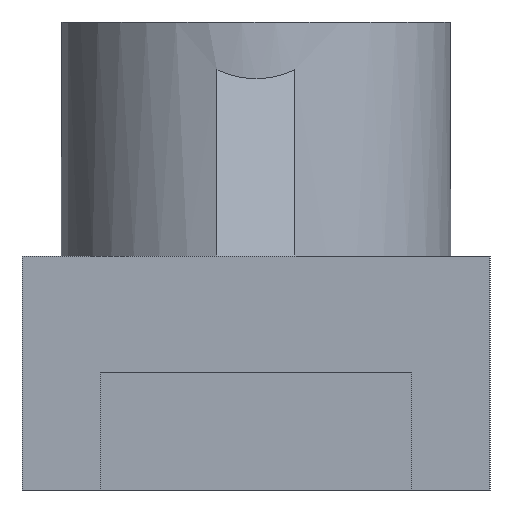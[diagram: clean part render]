
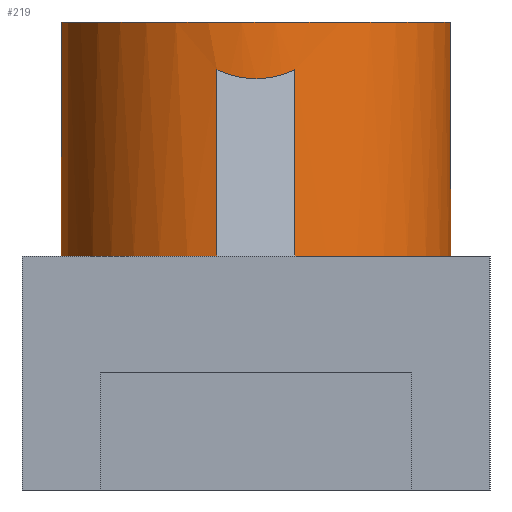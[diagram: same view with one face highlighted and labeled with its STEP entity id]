
A CAD part, left-side view. The second image highlights one B-rep face of the part: STEP entity #219.
In plain terms, the highlighted cylindrical face has radius 25 mm (diameter 50 mm), a full revolution.
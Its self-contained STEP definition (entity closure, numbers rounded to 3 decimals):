
#219=ADVANCED_FACE('',(#403,#405),#407,.T.);
#403=FACE_BOUND('',#404,.T.);
#404=EDGE_LOOP('',(#539,#540,#541,#542,#543,#544,#545,#546,#547,#548));
#405=FACE_OUTER_BOUND('',#406,.T.);
#406=EDGE_LOOP('',(#549));
#407=CYLINDRICAL_SURFACE('',#408,25.);
#408=AXIS2_PLACEMENT_3D('',#409,#410,#411);
#409=CARTESIAN_POINT('',(0.,0.,0.));
#410=DIRECTION('',(0.,0.,1.));
#411=DIRECTION('',(-1.,0.,0.));
#539=ORIENTED_EDGE('',*,*,#619,.F.);
#540=ORIENTED_EDGE('',*,*,#611,.T.);
#541=ORIENTED_EDGE('',*,*,#610,.T.);
#542=ORIENTED_EDGE('',*,*,#620,.F.);
#543=ORIENTED_EDGE('',*,*,#605,.F.);
#544=ORIENTED_EDGE('',*,*,#604,.F.);
#545=ORIENTED_EDGE('',*,*,#621,.F.);
#546=ORIENTED_EDGE('',*,*,#613,.T.);
#547=ORIENTED_EDGE('',*,*,#622,.F.);
#548=ORIENTED_EDGE('',*,*,#615,.F.);
#549=ORIENTED_EDGE('',*,*,#618,.F.);
#604=EDGE_CURVE('',#695,#696,#697,.F.);
#605=EDGE_CURVE('',#696,#698,#699,.F.);
#610=EDGE_CURVE('',#706,#704,#707,.T.);
#611=EDGE_CURVE('',#702,#706,#708,.T.);
#613=EDGE_CURVE('',#711,#709,#712,.T.);
#615=EDGE_CURVE('',#714,#715,#716,.F.);
#618=EDGE_CURVE('',#719,#719,#720,.T.);
#619=EDGE_CURVE('',#702,#714,#721,.T.);
#620=EDGE_CURVE('',#698,#704,#722,.F.);
#621=EDGE_CURVE('',#711,#695,#723,.T.);
#622=EDGE_CURVE('',#715,#709,#724,.F.);
#695=VERTEX_POINT('',#883);
#696=VERTEX_POINT('',#884);
#697=(BOUNDED_CURVE()B_SPLINE_CURVE(3,
(#885,#886,#887,#888),
.UNSPECIFIED.,.F.,.F.)B_SPLINE_CURVE_WITH_KNOTS((4,4),
(0.,1.),
.UNSPECIFIED.)CURVE()GEOMETRIC_REPRESENTATION_ITEM()RATIONAL_B_SPLINE_CURVE((1.,
0.997,0.997,1.))REPRESENTATION_ITEM(''));
#698=VERTEX_POINT('',#889);
#699=(BOUNDED_CURVE()B_SPLINE_CURVE(3,
(#890,#891,#892,#893),
.UNSPECIFIED.,.F.,.F.)B_SPLINE_CURVE_WITH_KNOTS((4,4),
(0.,1.),
.UNSPECIFIED.)CURVE()GEOMETRIC_REPRESENTATION_ITEM()RATIONAL_B_SPLINE_CURVE((1.,
0.997,0.997,1.))REPRESENTATION_ITEM(''));
#702=VERTEX_POINT('',#900);
#704=VERTEX_POINT('',#904);
#706=VERTEX_POINT('',#908);
#707=CIRCLE('',#909,25.);
#708=CIRCLE('',#913,25.);
#709=VERTEX_POINT('',#917);
#711=VERTEX_POINT('',#921);
#712=CIRCLE('',#922,25.);
#714=VERTEX_POINT('',#929);
#715=VERTEX_POINT('',#930);
#716=(BOUNDED_CURVE()B_SPLINE_CURVE(3,
(#931,#932,#933,#934),
.UNSPECIFIED.,.F.,.F.)B_SPLINE_CURVE_WITH_KNOTS((4,4),
(0.,1.),
.UNSPECIFIED.)CURVE()GEOMETRIC_REPRESENTATION_ITEM()RATIONAL_B_SPLINE_CURVE((1.,
0.987,0.987,1.))REPRESENTATION_ITEM(''));
#719=VERTEX_POINT('',#941);
#720=CIRCLE('',#942,25.);
#721=LINE('',#946,#947);
#722=LINE('',#949,#950);
#723=LINE('',#952,#953);
#724=LINE('',#955,#956);
#883=CARTESIAN_POINT('',(-24.495,-5.,53.875));
#884=CARTESIAN_POINT('',(-25.,0.,52.727));
#885=CARTESIAN_POINT('',(-25.,0.,52.727));
#886=CARTESIAN_POINT('',(-25.,-1.681,52.727));
#887=CARTESIAN_POINT('',(-24.831,-3.353,53.111));
#888=CARTESIAN_POINT('',(-24.495,-5.,53.875));
#889=CARTESIAN_POINT('',(-24.495,5.,53.875));
#890=CARTESIAN_POINT('',(-24.495,5.,53.875));
#891=CARTESIAN_POINT('',(-24.831,3.353,53.111));
#892=CARTESIAN_POINT('',(-25.,1.681,52.727));
#893=CARTESIAN_POINT('',(-25.,0.,52.727));
#900=CARTESIAN_POINT('',(24.495,5.,30.));
#904=CARTESIAN_POINT('',(-24.495,5.,30.));
#908=CARTESIAN_POINT('',(-2.513,24.873,30.));
#909=AXIS2_PLACEMENT_3D('',#910,#911,#912);
#910=CARTESIAN_POINT('',(0.,0.,30.));
#911=DIRECTION('',(0.,0.,1.));
#912=DIRECTION('',(-0.101,0.995,0.));
#913=AXIS2_PLACEMENT_3D('',#914,#915,#916);
#914=CARTESIAN_POINT('',(0.,0.,30.));
#915=DIRECTION('',(0.,0.,1.));
#916=DIRECTION('',(0.98,0.2,0.));
#917=CARTESIAN_POINT('',(24.495,-5.,30.));
#921=CARTESIAN_POINT('',(-24.495,-5.,30.));
#922=AXIS2_PLACEMENT_3D('',#923,#924,#925);
#923=CARTESIAN_POINT('',(0.,0.,30.));
#924=DIRECTION('',(0.,0.,1.));
#925=DIRECTION('',(-0.98,-0.2,0.));
#929=CARTESIAN_POINT('',(24.495,5.,53.875));
#930=CARTESIAN_POINT('',(24.495,-5.,53.875));
#931=CARTESIAN_POINT('',(24.495,-5.,53.875));
#932=CARTESIAN_POINT('',(25.171,-1.689,52.339));
#933=CARTESIAN_POINT('',(25.171,1.689,52.339));
#934=CARTESIAN_POINT('',(24.495,5.,53.875));
#941=CARTESIAN_POINT('',(-2.513,24.873,60.));
#942=AXIS2_PLACEMENT_3D('',#943,#944,#945);
#943=CARTESIAN_POINT('',(0.,0.,60.));
#944=DIRECTION('',(0.,0.,1.));
#945=DIRECTION('',(-1.,0.,0.));
#946=CARTESIAN_POINT('',(24.495,5.,30.));
#947=VECTOR('',#948,1.);
#948=DIRECTION('',(0.,0.,1.));
#949=CARTESIAN_POINT('',(-24.495,5.,30.));
#950=VECTOR('',#951,1.);
#951=DIRECTION('',(0.,0.,1.));
#952=CARTESIAN_POINT('',(-24.495,-5.,30.));
#953=VECTOR('',#954,1.);
#954=DIRECTION('',(0.,0.,1.));
#955=CARTESIAN_POINT('',(24.495,-5.,30.));
#956=VECTOR('',#957,1.);
#957=DIRECTION('',(0.,0.,1.));
